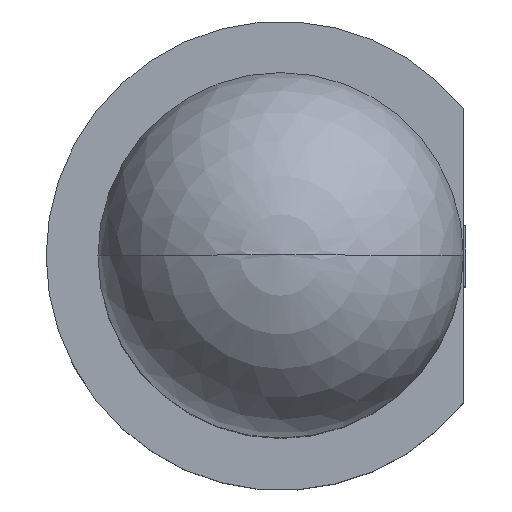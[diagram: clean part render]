
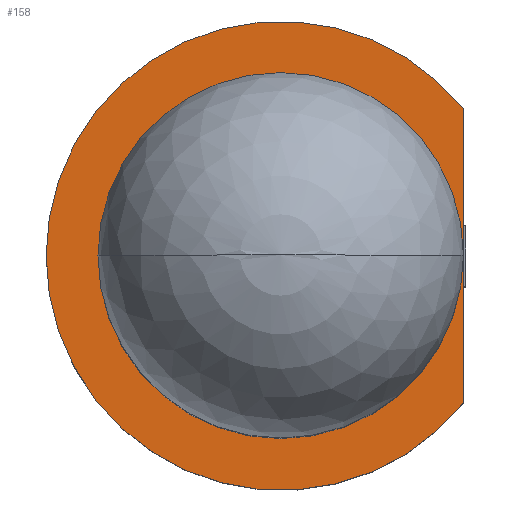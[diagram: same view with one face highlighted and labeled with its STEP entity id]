
A CAD part, top view. The second image highlights one B-rep face of the part: STEP entity #158.
In plain terms, the highlighted planar face has unit normal (0, 0, 1).
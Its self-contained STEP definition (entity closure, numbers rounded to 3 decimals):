
#24 = VERTEX_POINT ( 'NONE', #451 ) ;
#27 = CARTESIAN_POINT ( 'NONE',  ( 0., 0., 1. ) ) ;
#47 = CIRCLE ( 'NONE', #269, 1.5 ) ;
#51 = CIRCLE ( 'NONE', #568, 1.925 ) ;
#68 = EDGE_CURVE ( 'NONE', #191, #196, #575, .T. ) ;
#75 = DIRECTION ( 'NONE',  ( 0., 0., -1. ) ) ;
#76 = FACE_OUTER_BOUND ( 'NONE', #582, .T. ) ;
#98 = AXIS2_PLACEMENT_3D ( 'NONE', #353, #75, #302 ) ;
#121 = ORIENTED_EDGE ( 'NONE', *, *, #578, .F. ) ;
#150 = DIRECTION ( 'NONE',  ( 0., 0., -1. ) ) ;
#153 = VECTOR ( 'NONE', #713, 1000. ) ;
#158 = ADVANCED_FACE ( 'NONE', ( #76 ), #245, .F. ) ;
#159 = DIRECTION ( 'NONE',  ( 0., 0., -1. ) ) ;
#191 = VERTEX_POINT ( 'NONE', #212 ) ;
#196 = VERTEX_POINT ( 'NONE', #209 ) ;
#203 = DIRECTION ( 'NONE',  ( 0., 1., 0. ) ) ;
#209 = CARTESIAN_POINT ( 'NONE',  ( -1.925, 0., 1. ) ) ;
#210 = ORIENTED_EDGE ( 'NONE', *, *, #428, .F. ) ;
#212 = CARTESIAN_POINT ( 'NONE',  ( 1.5, -1.206, 1. ) ) ;
#236 = DIRECTION ( 'NONE',  ( 0., 0., -1. ) ) ;
#243 = EDGE_CURVE ( 'NONE', #196, #294, #51, .T. ) ;
#245 = PLANE ( 'NONE',  #671 ) ;
#256 = DIRECTION ( 'NONE',  ( 1., 0., 0. ) ) ;
#269 = AXIS2_PLACEMENT_3D ( 'NONE', #493, #718, #203 ) ;
#279 = DIRECTION ( 'NONE',  ( 0., -1., 0. ) ) ;
#294 = VERTEX_POINT ( 'NONE', #629 ) ;
#302 = DIRECTION ( 'NONE',  ( 0., 1., 0. ) ) ;
#305 = ORIENTED_EDGE ( 'NONE', *, *, #509, .T. ) ;
#336 = CARTESIAN_POINT ( 'NONE',  ( 1.5, 0., 1. ) ) ;
#344 = LINE ( 'NONE', #697, #153 ) ;
#353 = CARTESIAN_POINT ( 'NONE',  ( 0., 0., 1. ) ) ;
#358 = ORIENTED_EDGE ( 'NONE', *, *, #243, .F. ) ;
#384 = DIRECTION ( 'NONE',  ( 1., 0., 0. ) ) ;
#402 = ORIENTED_EDGE ( 'NONE', *, *, #68, .F. ) ;
#426 = AXIS2_PLACEMENT_3D ( 'NONE', #678, #159, #384 ) ;
#428 = EDGE_CURVE ( 'NONE', #659, #191, #344, .T. ) ;
#451 = CARTESIAN_POINT ( 'NONE',  ( -1.5, 0., 1. ) ) ;
#466 = LINE ( 'NONE', #690, #514 ) ;
#493 = CARTESIAN_POINT ( 'NONE',  ( 0., 0., 1. ) ) ;
#509 = EDGE_CURVE ( 'NONE', #24, #659, #47, .T. ) ;
#514 = VECTOR ( 'NONE', #279, 1000. ) ;
#525 = ORIENTED_EDGE ( 'NONE', *, *, #720, .T. ) ;
#560 = CARTESIAN_POINT ( 'NONE',  ( 0., 0., 1. ) ) ;
#561 = CIRCLE ( 'NONE', #98, 1.5 ) ;
#568 = AXIS2_PLACEMENT_3D ( 'NONE', #560, #150, #256 ) ;
#575 = CIRCLE ( 'NONE', #426, 1.925 ) ;
#578 = EDGE_CURVE ( 'NONE', #294, #659, #466, .T. ) ;
#582 = EDGE_LOOP ( 'NONE', ( #210, #525, #305, #121, #358, #402 ) ) ;
#629 = CARTESIAN_POINT ( 'NONE',  ( 1.5, 1.206, 1. ) ) ;
#655 = DIRECTION ( 'NONE',  ( 0., -1., 0. ) ) ;
#659 = VERTEX_POINT ( 'NONE', #336 ) ;
#671 = AXIS2_PLACEMENT_3D ( 'NONE', #27, #236, #655 ) ;
#678 = CARTESIAN_POINT ( 'NONE',  ( 0., 0., 1. ) ) ;
#690 = CARTESIAN_POINT ( 'NONE',  ( 1.5, 0., 1. ) ) ;
#697 = CARTESIAN_POINT ( 'NONE',  ( 1.5, 0., 1. ) ) ;
#713 = DIRECTION ( 'NONE',  ( 0., -1., 0. ) ) ;
#718 = DIRECTION ( 'NONE',  ( 0., 0., -1. ) ) ;
#720 = EDGE_CURVE ( 'NONE', #659, #24, #561, .T. ) ;
